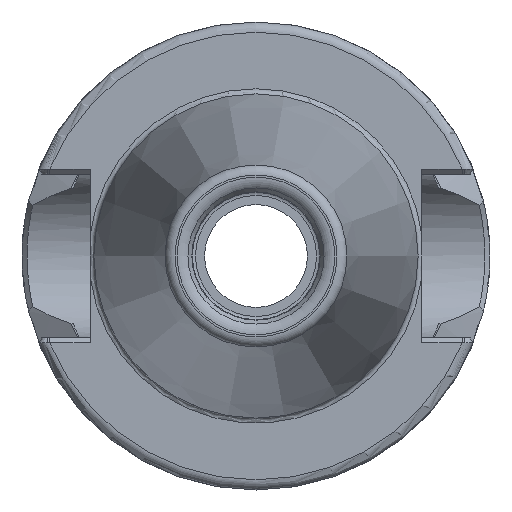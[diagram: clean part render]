
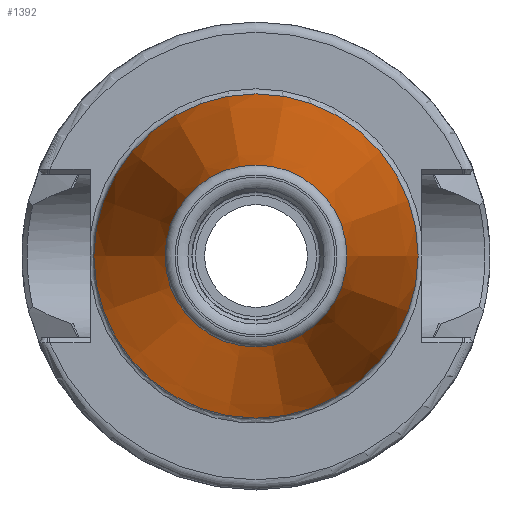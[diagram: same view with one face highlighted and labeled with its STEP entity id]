
A CAD part, left-side view. The second image highlights one B-rep face of the part: STEP entity #1392.
In plain terms, the highlighted conical face has half-angle 8.297 degrees and reference radius 12.437 mm.
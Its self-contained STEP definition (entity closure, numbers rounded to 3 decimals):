
#42=CONICAL_SURFACE('',#1540,12.437,0.145);
#149=CIRCLE('',#1536,8.941);
#150=CIRCLE('',#1537,8.941);
#151=CIRCLE('',#1538,8.941);
#153=CIRCLE('',#1541,15.933);
#154=CIRCLE('',#1542,15.933);
#243=FACE_OUTER_BOUND('',#317,.T.);
#317=EDGE_LOOP('',(#1215,#1216,#1217,#1218,#1219,#1220,#1221));
#400=LINE('',#3140,#464);
#464=VECTOR('',#1879,12.437);
#635=VERTEX_POINT('',#3128);
#636=VERTEX_POINT('',#3129);
#637=VERTEX_POINT('',#3131);
#638=VERTEX_POINT('',#3136);
#639=VERTEX_POINT('',#3137);
#840=EDGE_CURVE('',#635,#636,#149,.T.);
#841=EDGE_CURVE('',#637,#635,#150,.T.);
#842=EDGE_CURVE('',#636,#637,#151,.T.);
#844=EDGE_CURVE('',#638,#639,#153,.T.);
#845=EDGE_CURVE('',#639,#638,#154,.T.);
#846=EDGE_CURVE('',#639,#637,#400,.T.);
#1215=ORIENTED_EDGE('',*,*,#844,.F.);
#1216=ORIENTED_EDGE('',*,*,#845,.F.);
#1217=ORIENTED_EDGE('',*,*,#846,.T.);
#1218=ORIENTED_EDGE('',*,*,#841,.T.);
#1219=ORIENTED_EDGE('',*,*,#840,.T.);
#1220=ORIENTED_EDGE('',*,*,#842,.T.);
#1221=ORIENTED_EDGE('',*,*,#846,.F.);
#1392=ADVANCED_FACE('',(#243),#42,.T.);
#1536=AXIS2_PLACEMENT_3D('',#3130,#1865,#1866);
#1537=AXIS2_PLACEMENT_3D('',#3132,#1867,#1868);
#1538=AXIS2_PLACEMENT_3D('',#3133,#1869,#1870);
#1540=AXIS2_PLACEMENT_3D('',#3135,#1873,#1874);
#1541=AXIS2_PLACEMENT_3D('',#3138,#1875,#1876);
#1542=AXIS2_PLACEMENT_3D('',#3139,#1877,#1878);
#1865=DIRECTION('center_axis',(1.,0.,0.));
#1866=DIRECTION('ref_axis',(0.,0.,-1.));
#1867=DIRECTION('center_axis',(1.,0.,0.));
#1868=DIRECTION('ref_axis',(0.,0.,-1.));
#1869=DIRECTION('center_axis',(1.,0.,0.));
#1870=DIRECTION('ref_axis',(0.,0.,-1.));
#1873=DIRECTION('center_axis',(1.,0.,0.));
#1874=DIRECTION('ref_axis',(0.,1.,0.));
#1875=DIRECTION('center_axis',(1.,0.,0.));
#1876=DIRECTION('ref_axis',(0.,0.,-1.));
#1877=DIRECTION('center_axis',(1.,0.,0.));
#1878=DIRECTION('ref_axis',(0.,0.,-1.));
#1879=DIRECTION('',(-0.99,0.144,0.));
#3128=CARTESIAN_POINT('',(-47.944,8.941,0.));
#3129=CARTESIAN_POINT('',(-47.944,0.,8.941));
#3130=CARTESIAN_POINT('Origin',(-47.944,0.,
0.));
#3131=CARTESIAN_POINT('',(-47.944,-8.941,0.));
#3132=CARTESIAN_POINT('Origin',(-47.944,0.,
0.));
#3133=CARTESIAN_POINT('Origin',(-47.944,0.,
0.));
#3135=CARTESIAN_POINT('Origin',(-23.972,0.,
0.));
#3136=CARTESIAN_POINT('',(0.,15.933,0.));
#3137=CARTESIAN_POINT('',(0.,-15.933,0.));
#3138=CARTESIAN_POINT('Origin',(0.,0.,
0.));
#3139=CARTESIAN_POINT('Origin',(0.,0.,
0.));
#3140=CARTESIAN_POINT('',(-23.972,-12.437,0.));
